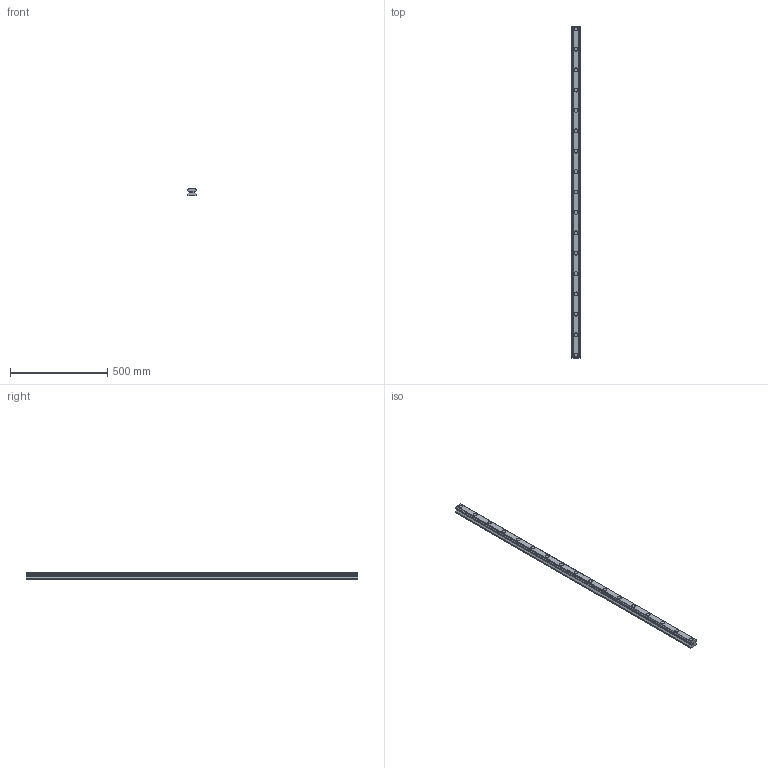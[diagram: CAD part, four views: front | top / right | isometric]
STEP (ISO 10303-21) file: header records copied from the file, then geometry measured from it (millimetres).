
FILE_DESCRIPTION(('STEP AP214'),'1');
FILE_NAME('cctmp_B16E44DC-3002-44B2-8E80-D5766D7CD4AC_2020_10_23_10_0_42_112..stp','2020-10-23T08:00:42',('HIWIN GmbH'),('CADClick - www.CADClick.com'),'Spatial InterOp 3D',' ','unknown authorization');
FILE_SCHEMA(('AUTOMOTIVE_DESIGN'));
Length unit declared in the file: millimetre
Products named in the file (1): HGR45R1710H_FILE
Bounding box: 45 x 1710 x 38 mm (x, y, z)
Volume: 2294538.7 mm3; surface area: 334430.7 mm2
Topology: 1 solids, 1 shells, 250 faces, 579 edges, 386 vertices
Faces by surface type: plane 144, cylinder 106
Entity records: 9179 total; most frequent: DIRECTION 1293, CARTESIAN_POINT 1216, ORIENTED_EDGE 1158, EDGE_CURVE 579, AXIS2_PLACEMENT_3D 463, VERTEX_POINT 386, LINE 367, VECTOR 367
